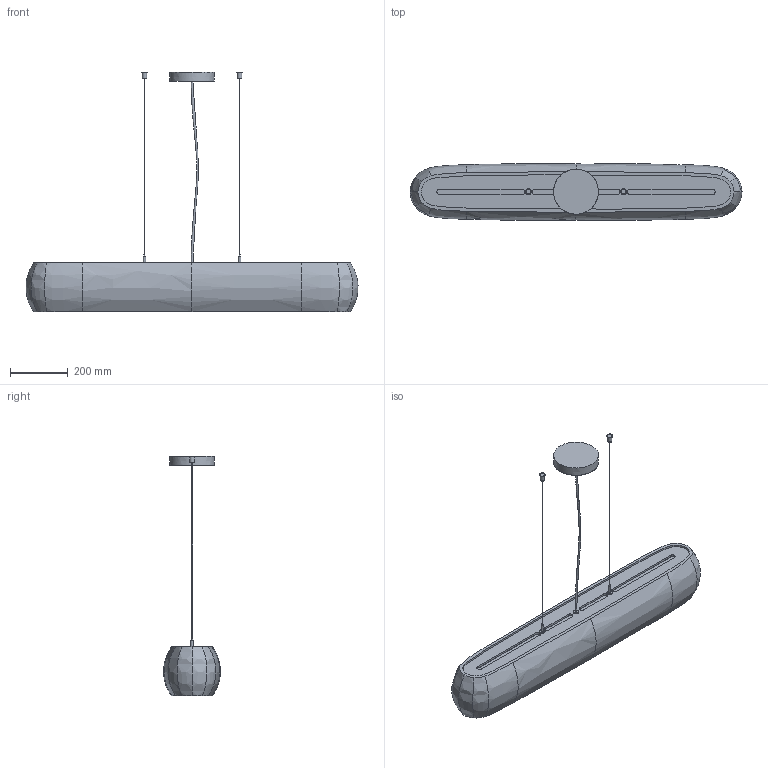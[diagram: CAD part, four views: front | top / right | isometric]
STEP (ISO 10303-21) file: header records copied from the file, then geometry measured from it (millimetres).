
FILE_DESCRIPTION(/* description */ (''),/* implementation_level */ '2;1');
FILE_NAME(/* name */ 'Olive48_3D_mm',/* time_stamp */ '2025-07-03T16:12:53-07:00',/* author */ (''),/* organization */ (''),/* preprocessor_version */ 'ST-DEVELOPER v16.5',/* originating_system */ '',/* authorisation */ '');
FILE_SCHEMA (('AUTOMOTIVE_DESIGN'));
Length unit declared in the file: millimetre
Products named in the file (1): Document
Bounding box: 1152.15 x 196.92 x 830.88 mm (x, y, z)
Volume: 6905599.3 mm3; surface area: 1299308.5 mm2
Topology: 13 solids, 13 shells, 121 faces, 250 edges, 161 vertices
Faces by surface type: bspline 87, plane 34
Entity records: 11461 total; most frequent: CARTESIAN_POINT 9754, ORIENTED_EDGE 500, EDGE_CURVE 250, VERTEX_POINT 161, EDGE_LOOP 135, ADVANCED_FACE 121, FACE_OUTER_BOUND 121, B_SPLINE_CURVE_WITH_KNOTS 115
